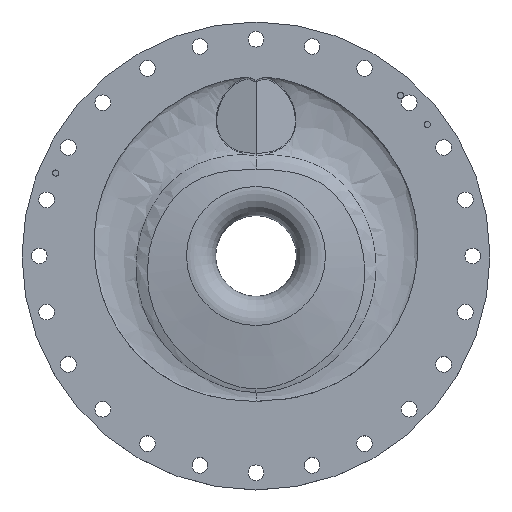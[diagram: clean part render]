
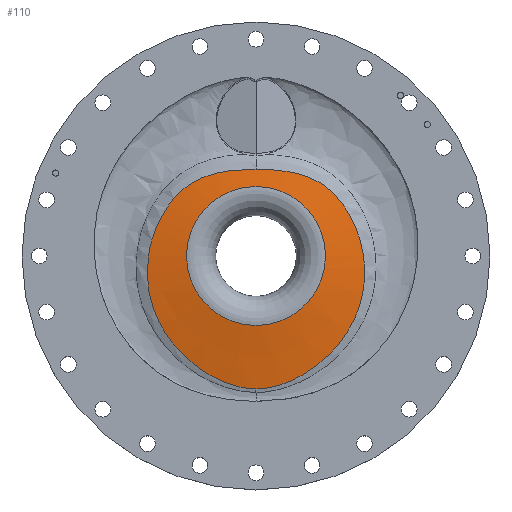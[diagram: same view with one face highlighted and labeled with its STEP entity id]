
A CAD part, top view. The second image highlights one B-rep face of the part: STEP entity #110.
In plain terms, the highlighted conical face has half-angle 80.353 degrees and reference radius 22.627 mm.
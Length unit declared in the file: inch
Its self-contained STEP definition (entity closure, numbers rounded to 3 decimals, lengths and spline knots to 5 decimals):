
#79=CONICAL_SURFACE('',#967,0.89081,80.353);
#110=ADVANCED_FACE('',(#250,#251),#79,.T.);
#182=B_SPLINE_CURVE_WITH_KNOTS('',3,(#1989,#1990,#1991,#1992,#1993,#1994,
#1995,#1996,#1997,#1998,#1999,#2000,#2001,#2002,#2003,#2004,#2005,#2006,
#2007,#2008),.UNSPECIFIED.,.F.,.F.,(4,2,2,2,2,2,2,2,2,4),(0.,0.125,0.1875,
0.25,0.375,0.5,0.625,0.75,0.875,1.),.UNSPECIFIED.);
#184=B_SPLINE_CURVE_WITH_KNOTS('',3,(#2100,#2101,#2102,#2103,#2104,#2105,
#2106,#2107,#2108,#2109,#2110,#2111,#2112,#2113,#2114,#2115,#2116,#2117,
#2118,#2119,#2120,#2121),.UNSPECIFIED.,.F.,.F.,(4,2,2,2,2,2,2,2,2,2,4),
(0.,0.125,0.25,0.375,0.5,0.625,0.6875,0.75,0.8125,0.875,1.),
 .UNSPECIFIED.);
#250=FACE_BOUND('',#389,.T.);
#251=FACE_BOUND('',#390,.T.);
#389=EDGE_LOOP('',(#556,#557));
#390=EDGE_LOOP('',(#558));
#556=ORIENTED_EDGE('',*,*,#815,.T.);
#557=ORIENTED_EDGE('',*,*,#817,.T.);
#558=ORIENTED_EDGE('',*,*,#818,.T.);
#727=VERTEX_POINT('',#1975);
#729=VERTEX_POINT('',#1988);
#730=VERTEX_POINT('',#2201);
#815=EDGE_CURVE('',#727,#729,#182,.T.);
#817=EDGE_CURVE('',#729,#727,#184,.T.);
#818=EDGE_CURVE('',#730,#730,#894,.T.);
#894=CIRCLE('',#966,0.89081);
#966=AXIS2_PLACEMENT_3D('',#2200,#1141,#1142);
#967=AXIS2_PLACEMENT_3D('',#2202,#1143,#1144);
#1141=DIRECTION('',(0.,0.,-1.));
#1142=DIRECTION('',(-1.,0.,0.));
#1143=DIRECTION('',(0.,0.,-1.));
#1144=DIRECTION('',(-1.,0.,0.));
#1975=CARTESIAN_POINT('',(0.,1.11146,10.55651));
#1988=CARTESIAN_POINT('',(0.,-1.70384,10.45582));
#1989=CARTESIAN_POINT('',(0.,1.11146,10.55651));
#1990=CARTESIAN_POINT('',(-0.18375,1.11146,10.55651));
#1991=CARTESIAN_POINT('',(-0.36603,1.10016,10.55074));
#1992=CARTESIAN_POINT('',(-0.63304,1.02898,10.54065));
#1993=CARTESIAN_POINT('',(-0.7192,0.99599,10.53718));
#1994=CARTESIAN_POINT('',(-0.87852,0.90552,10.53153));
#1995=CARTESIAN_POINT('',(-0.95167,0.84643,10.52952));
#1996=CARTESIAN_POINT('',(-1.14232,0.64405,10.52475));
#1997=CARTESIAN_POINT('',(-1.23582,0.48177,10.52213));
#1998=CARTESIAN_POINT('',(-1.36341,0.13593,10.51462));
#1999=CARTESIAN_POINT('',(-1.39569,-0.04632,10.51011));
#2000=CARTESIAN_POINT('',(-1.39111,-0.41637,10.50058));
#2001=CARTESIAN_POINT('',(-1.35196,-0.60078,10.4959));
#2002=CARTESIAN_POINT('',(-1.2051,-0.94043,10.48748));
#2003=CARTESIAN_POINT('',(-1.09967,-1.09616,10.48336));
#2004=CARTESIAN_POINT('',(-0.84409,-1.36367,10.47462));
#2005=CARTESIAN_POINT('',(-0.69393,-1.47631,10.46991));
#2006=CARTESIAN_POINT('',(-0.36479,-1.64625,10.46052));
#2007=CARTESIAN_POINT('',(-0.18624,-1.70384,10.45582));
#2008=CARTESIAN_POINT('',(0.,-1.70384,10.45582));
#2100=CARTESIAN_POINT('',(0.,-1.70384,10.45582));
#2101=CARTESIAN_POINT('',(0.18599,-1.70384,10.45582));
#2102=CARTESIAN_POINT('',(0.36485,-1.64622,10.46052));
#2103=CARTESIAN_POINT('',(0.69398,-1.47628,10.46991));
#2104=CARTESIAN_POINT('',(0.84384,-1.36386,10.47461));
#2105=CARTESIAN_POINT('',(1.09932,-1.0966,10.48334));
#2106=CARTESIAN_POINT('',(1.20476,-0.94092,10.48747));
#2107=CARTESIAN_POINT('',(1.35157,-0.60199,10.49587));
#2108=CARTESIAN_POINT('',(1.39093,-0.41779,10.50054));
#2109=CARTESIAN_POINT('',(1.39583,-0.04743,10.51009));
#2110=CARTESIAN_POINT('',(1.36343,0.13563,10.51462));
#2111=CARTESIAN_POINT('',(1.26811,0.39439,10.52024));
#2112=CARTESIAN_POINT('',(1.22895,0.47689,10.5219));
#2113=CARTESIAN_POINT('',(1.13533,0.63408,10.52494));
#2114=CARTESIAN_POINT('',(1.08038,0.70947,10.5263));
#2115=CARTESIAN_POINT('',(0.95368,0.84461,10.52947));
#2116=CARTESIAN_POINT('',(0.88205,0.90305,10.53142));
#2117=CARTESIAN_POINT('',(0.72261,0.9945,10.53705));
#2118=CARTESIAN_POINT('',(0.63557,1.02806,10.54055));
#2119=CARTESIAN_POINT('',(0.37073,1.09939,10.55057));
#2120=CARTESIAN_POINT('',(0.18455,1.11146,10.55651));
#2121=CARTESIAN_POINT('',(0.,1.11146,10.55651));
#2200=CARTESIAN_POINT('',(0.,0.,10.59402));
#2201=CARTESIAN_POINT('',(-0.89081,0.,10.59402));
#2202=CARTESIAN_POINT('',(0.,0.,10.59402));
